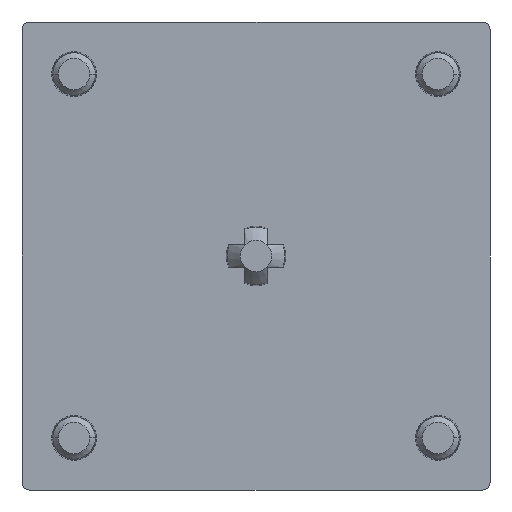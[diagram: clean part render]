
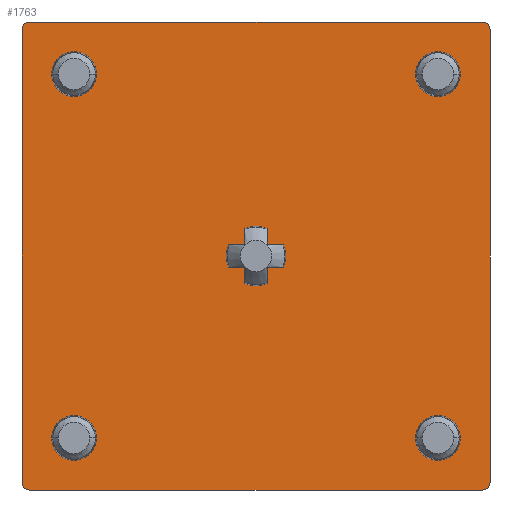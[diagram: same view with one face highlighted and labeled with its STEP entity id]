
A CAD part, front view. The second image highlights one B-rep face of the part: STEP entity #1763.
In plain terms, the highlighted planar face has unit normal (0, -1, 0).
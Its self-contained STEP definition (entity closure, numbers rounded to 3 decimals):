
#329=CARTESIAN_POINT('',(28.9,0.,-28.9));
#330=DIRECTION('',(0.,-1.,0.));
#331=DIRECTION('',(0.,0.,-1.));
#332=AXIS2_PLACEMENT_3D('',#329,#330,#331);
#338=DIRECTION('',(-1.,0.,0.));
#339=VECTOR('',#338,57.8);
#340=CARTESIAN_POINT('',(28.9,0.,-29.9));
#341=LINE('',#340,#339);
#345=CARTESIAN_POINT('',(-28.9,0.,-28.9));
#346=DIRECTION('',(0.,-1.,0.));
#347=DIRECTION('',(-1.,0.,0.));
#348=AXIS2_PLACEMENT_3D('',#345,#346,#347);
#353=DIRECTION('',(0.,0.,1.));
#354=VECTOR('',#353,57.8);
#355=CARTESIAN_POINT('',(-29.9,0.,-28.9));
#356=LINE('',#355,#354);
#360=CARTESIAN_POINT('',(-28.9,0.,28.9));
#361=DIRECTION('',(0.,-1.,0.));
#362=DIRECTION('',(0.,0.,1.));
#363=AXIS2_PLACEMENT_3D('',#360,#361,#362);
#368=DIRECTION('',(1.,0.,0.));
#369=VECTOR('',#368,57.8);
#370=CARTESIAN_POINT('',(-28.9,0.,29.9));
#371=LINE('',#370,#369);
#375=CARTESIAN_POINT('',(28.9,0.,28.9));
#376=DIRECTION('',(0.,-1.,0.));
#377=DIRECTION('',(1.,0.,0.));
#378=AXIS2_PLACEMENT_3D('',#375,#376,#377);
#383=DIRECTION('',(0.,0.,-1.));
#384=VECTOR('',#383,57.8);
#385=CARTESIAN_POINT('',(29.9,0.,28.9));
#386=LINE('',#385,#384);
#390=DIRECTION('',(1.,0.,0.));
#391=VECTOR('',#390,2.113);
#392=CARTESIAN_POINT('',(1.414,0.,1.414));
#393=LINE('',#392,#391);
#397=DIRECTION('',(0.,0.,-1.));
#398=VECTOR('',#397,2.113);
#399=CARTESIAN_POINT('',(1.414,0.,3.527));
#400=LINE('',#399,#398);
#404=CARTESIAN_POINT('',(0.,0.,0.));
#405=DIRECTION('',(0.,-1.,0.));
#406=DIRECTION('',(0.372,0.,0.928));
#407=AXIS2_PLACEMENT_3D('',#404,#405,#406);
#412=DIRECTION('',(0.,0.,1.));
#413=VECTOR('',#412,2.113);
#414=CARTESIAN_POINT('',(-1.414,0.,1.414));
#415=LINE('',#414,#413);
#419=DIRECTION('',(1.,0.,0.));
#420=VECTOR('',#419,2.113);
#421=CARTESIAN_POINT('',(-3.527,0.,1.414));
#422=LINE('',#421,#420);
#426=DIRECTION('',(-1.,0.,0.));
#427=VECTOR('',#426,2.113);
#428=CARTESIAN_POINT('',(-1.414,0.,-1.414));
#429=LINE('',#428,#427);
#433=DIRECTION('',(0.,0.,1.));
#434=VECTOR('',#433,2.113);
#435=CARTESIAN_POINT('',(-1.414,0.,-3.527));
#436=LINE('',#435,#434);
#440=CARTESIAN_POINT('',(0.,0.,0.));
#441=DIRECTION('',(0.,-1.,0.));
#442=DIRECTION('',(-0.372,0.,-0.928));
#443=AXIS2_PLACEMENT_3D('',#440,#441,#442);
#448=DIRECTION('',(0.,0.,-1.));
#449=VECTOR('',#448,2.113);
#450=CARTESIAN_POINT('',(1.414,0.,-1.414));
#451=LINE('',#450,#449);
#455=DIRECTION('',(-1.,0.,0.));
#456=VECTOR('',#455,2.113);
#457=CARTESIAN_POINT('',(3.527,0.,-1.414));
#458=LINE('',#457,#456);
#462=CARTESIAN_POINT('',(-23.25,0.,-23.25));
#463=DIRECTION('',(0.,-1.,0.));
#464=DIRECTION('',(1.,0.,0.));
#465=AXIS2_PLACEMENT_3D('',#462,#463,#464);
#470=CARTESIAN_POINT('',(-23.25,0.,-23.25));
#471=DIRECTION('',(0.,-1.,0.));
#472=DIRECTION('',(-1.,0.,0.));
#473=AXIS2_PLACEMENT_3D('',#470,#471,#472);
#478=CARTESIAN_POINT('',(23.25,0.,-23.25));
#479=DIRECTION('',(0.,1.,0.));
#480=DIRECTION('',(-1.,0.,0.));
#481=AXIS2_PLACEMENT_3D('',#478,#479,#480);
#486=CARTESIAN_POINT('',(23.25,0.,-23.25));
#487=DIRECTION('',(0.,1.,0.));
#488=DIRECTION('',(1.,0.,0.));
#489=AXIS2_PLACEMENT_3D('',#486,#487,#488);
#494=CARTESIAN_POINT('',(-23.25,0.,23.25));
#495=DIRECTION('',(0.,1.,0.));
#496=DIRECTION('',(1.,0.,0.));
#497=AXIS2_PLACEMENT_3D('',#494,#495,#496);
#502=CARTESIAN_POINT('',(-23.25,0.,23.25));
#503=DIRECTION('',(0.,1.,0.));
#504=DIRECTION('',(-1.,0.,0.));
#505=AXIS2_PLACEMENT_3D('',#502,#503,#504);
#510=CARTESIAN_POINT('',(23.25,0.,23.25));
#511=DIRECTION('',(0.,-1.,0.));
#512=DIRECTION('',(-1.,0.,0.));
#513=AXIS2_PLACEMENT_3D('',#510,#511,#512);
#518=CARTESIAN_POINT('',(23.25,0.,23.25));
#519=DIRECTION('',(0.,-1.,0.));
#520=DIRECTION('',(1.,0.,0.));
#521=AXIS2_PLACEMENT_3D('',#518,#519,#520);
#1046=CARTESIAN_POINT('',(-1.414,0.,3.527));
#1054=CARTESIAN_POINT('',(1.414,0.,3.527));
#1070=CARTESIAN_POINT('',(-1.414,0.,-3.527));
#1086=CARTESIAN_POINT('',(1.414,0.,-3.527));
#1094=CARTESIAN_POINT('',(0.,0.,0.));
#1095=DIRECTION('',(0.,1.,0.));
#1096=DIRECTION('',(-0.928,0.,-0.372));
#1097=AXIS2_PLACEMENT_3D('',#1094,#1095,#1096);
#1102=CARTESIAN_POINT('',(-3.527,0.,1.414));
#1110=CARTESIAN_POINT('',(-3.527,0.,-1.414));
#1118=CARTESIAN_POINT('',(3.527,0.,1.414));
#1126=CARTESIAN_POINT('',(0.,0.,0.));
#1127=DIRECTION('',(0.,1.,0.));
#1128=DIRECTION('',(0.928,0.,0.372));
#1129=AXIS2_PLACEMENT_3D('',#1126,#1127,#1128);
#1134=CARTESIAN_POINT('',(3.527,0.,-1.414));
#1554=CARTESIAN_POINT('',(-1.414,0.,-1.414));
#1555=VERTEX_POINT('',#1554);
#1556=CARTESIAN_POINT('',(-1.414,0.,1.414));
#1557=VERTEX_POINT('',#1556);
#1558=CARTESIAN_POINT('',(1.414,0.,-1.414));
#1559=VERTEX_POINT('',#1558);
#1560=CARTESIAN_POINT('',(1.414,0.,1.414));
#1561=VERTEX_POINT('',#1560);
#1562=VERTEX_POINT('',#1070);
#1564=VERTEX_POINT('',#1110);
#1566=VERTEX_POINT('',#1134);
#1568=VERTEX_POINT('',#1086);
#1570=VERTEX_POINT('',#1102);
#1572=VERTEX_POINT('',#1046);
#1574=VERTEX_POINT('',#1054);
#1576=VERTEX_POINT('',#1118);
#1578=CARTESIAN_POINT('',(28.9,0.,-29.9));
#1579=CARTESIAN_POINT('',(29.9,0.,-28.9));
#1580=VERTEX_POINT('',#1578);
#1581=VERTEX_POINT('',#1579);
#1582=CARTESIAN_POINT('',(-29.9,0.,-28.9));
#1583=CARTESIAN_POINT('',(-28.9,0.,-29.9));
#1584=VERTEX_POINT('',#1582);
#1585=VERTEX_POINT('',#1583);
#1586=CARTESIAN_POINT('',(-28.9,0.,29.9));
#1587=CARTESIAN_POINT('',(-29.9,0.,28.9));
#1588=VERTEX_POINT('',#1586);
#1589=VERTEX_POINT('',#1587);
#1590=CARTESIAN_POINT('',(29.9,0.,28.9));
#1591=CARTESIAN_POINT('',(28.9,0.,29.9));
#1592=VERTEX_POINT('',#1590);
#1593=VERTEX_POINT('',#1591);
#1650=CARTESIAN_POINT('',(-26.1,0.,-23.25));
#1651=VERTEX_POINT('',#1650);
#1652=CARTESIAN_POINT('',(-20.4,0.,-23.25));
#1653=VERTEX_POINT('',#1652);
#1662=CARTESIAN_POINT('',(26.1,0.,-23.25));
#1663=VERTEX_POINT('',#1662);
#1664=CARTESIAN_POINT('',(20.4,0.,-23.25));
#1665=VERTEX_POINT('',#1664);
#1674=CARTESIAN_POINT('',(-26.1,0.,23.25));
#1675=VERTEX_POINT('',#1674);
#1676=CARTESIAN_POINT('',(-20.4,0.,23.25));
#1677=VERTEX_POINT('',#1676);
#1686=CARTESIAN_POINT('',(26.1,0.,23.25));
#1687=VERTEX_POINT('',#1686);
#1688=CARTESIAN_POINT('',(20.4,0.,23.25));
#1689=VERTEX_POINT('',#1688);
#1690=CARTESIAN_POINT('',(0.,0.,0.));
#1691=DIRECTION('',(0.,1.,0.));
#1692=DIRECTION('',(1.,0.,0.));
#1693=AXIS2_PLACEMENT_3D('',#1690,#1691,#1692);
#1694=PLANE('',#1693);
#1696=ORIENTED_EDGE('',*,*,#1695,.F.);
#1698=ORIENTED_EDGE('',*,*,#1697,.T.);
#1700=ORIENTED_EDGE('',*,*,#1699,.F.);
#1702=ORIENTED_EDGE('',*,*,#1701,.T.);
#1704=ORIENTED_EDGE('',*,*,#1703,.F.);
#1706=ORIENTED_EDGE('',*,*,#1705,.T.);
#1708=ORIENTED_EDGE('',*,*,#1707,.F.);
#1710=ORIENTED_EDGE('',*,*,#1709,.T.);
#1711=EDGE_LOOP('',(#1696,#1698,#1700,#1702,#1704,#1706,#1708,#1710));
#1712=FACE_OUTER_BOUND('',#1711,.F.);
#1714=ORIENTED_EDGE('',*,*,#1713,.F.);
#1716=ORIENTED_EDGE('',*,*,#1715,.F.);
#1718=ORIENTED_EDGE('',*,*,#1717,.F.);
#1720=ORIENTED_EDGE('',*,*,#1719,.T.);
#1722=ORIENTED_EDGE('',*,*,#1721,.F.);
#1724=ORIENTED_EDGE('',*,*,#1723,.F.);
#1726=ORIENTED_EDGE('',*,*,#1725,.F.);
#1728=ORIENTED_EDGE('',*,*,#1727,.F.);
#1730=ORIENTED_EDGE('',*,*,#1729,.F.);
#1732=ORIENTED_EDGE('',*,*,#1731,.T.);
#1734=ORIENTED_EDGE('',*,*,#1733,.F.);
#1736=ORIENTED_EDGE('',*,*,#1735,.F.);
#1737=EDGE_LOOP('',(#1714,#1716,#1718,#1720,#1722,#1724,#1726,#1728,#1730,#1732,
#1734,#1736));
#1738=FACE_BOUND('',#1737,.F.);
#1740=ORIENTED_EDGE('',*,*,#1739,.T.);
#1742=ORIENTED_EDGE('',*,*,#1741,.T.);
#1743=EDGE_LOOP('',(#1740,#1742));
#1744=FACE_BOUND('',#1743,.F.);
#1746=ORIENTED_EDGE('',*,*,#1745,.F.);
#1748=ORIENTED_EDGE('',*,*,#1747,.F.);
#1749=EDGE_LOOP('',(#1746,#1748));
#1750=FACE_BOUND('',#1749,.F.);
#1752=ORIENTED_EDGE('',*,*,#1751,.F.);
#1754=ORIENTED_EDGE('',*,*,#1753,.F.);
#1755=EDGE_LOOP('',(#1752,#1754));
#1756=FACE_BOUND('',#1755,.F.);
#1758=ORIENTED_EDGE('',*,*,#1757,.T.);
#1760=ORIENTED_EDGE('',*,*,#1759,.T.);
#1761=EDGE_LOOP('',(#1758,#1760));
#1762=FACE_BOUND('',#1761,.F.);
#333=CIRCLE('',#332,1.);
#349=CIRCLE('',#348,1.);
#364=CIRCLE('',#363,1.);
#379=CIRCLE('',#378,1.);
#408=CIRCLE('',#407,3.8);
#444=CIRCLE('',#443,3.8);
#466=CIRCLE('',#465,2.85);
#474=CIRCLE('',#473,2.85);
#482=CIRCLE('',#481,2.85);
#490=CIRCLE('',#489,2.85);
#498=CIRCLE('',#497,2.85);
#506=CIRCLE('',#505,2.85);
#514=CIRCLE('',#513,2.85);
#522=CIRCLE('',#521,2.85);
#1098=CIRCLE('',#1097,3.8);
#1130=CIRCLE('',#1129,3.8);
#1695=EDGE_CURVE('',#1580,#1581,#333,.T.);
#1697=EDGE_CURVE('',#1580,#1585,#341,.T.);
#1699=EDGE_CURVE('',#1584,#1585,#349,.T.);
#1701=EDGE_CURVE('',#1584,#1589,#356,.T.);
#1703=EDGE_CURVE('',#1588,#1589,#364,.T.);
#1705=EDGE_CURVE('',#1588,#1593,#371,.T.);
#1707=EDGE_CURVE('',#1592,#1593,#379,.T.);
#1709=EDGE_CURVE('',#1592,#1581,#386,.T.);
#1713=EDGE_CURVE('',#1576,#1566,#1130,.T.);
#1715=EDGE_CURVE('',#1561,#1576,#393,.T.);
#1717=EDGE_CURVE('',#1574,#1561,#400,.T.);
#1719=EDGE_CURVE('',#1574,#1572,#408,.T.);
#1721=EDGE_CURVE('',#1557,#1572,#415,.T.);
#1723=EDGE_CURVE('',#1570,#1557,#422,.T.);
#1725=EDGE_CURVE('',#1564,#1570,#1098,.T.);
#1727=EDGE_CURVE('',#1555,#1564,#429,.T.);
#1729=EDGE_CURVE('',#1562,#1555,#436,.T.);
#1731=EDGE_CURVE('',#1562,#1568,#444,.T.);
#1733=EDGE_CURVE('',#1559,#1568,#451,.T.);
#1735=EDGE_CURVE('',#1566,#1559,#458,.T.);
#1739=EDGE_CURVE('',#1653,#1651,#466,.T.);
#1741=EDGE_CURVE('',#1651,#1653,#474,.T.);
#1745=EDGE_CURVE('',#1665,#1663,#482,.T.);
#1747=EDGE_CURVE('',#1663,#1665,#490,.T.);
#1751=EDGE_CURVE('',#1677,#1675,#498,.T.);
#1753=EDGE_CURVE('',#1675,#1677,#506,.T.);
#1757=EDGE_CURVE('',#1689,#1687,#514,.T.);
#1759=EDGE_CURVE('',#1687,#1689,#522,.T.);
#1763=ADVANCED_FACE('',(#1712,#1738,#1744,#1750,#1756,#1762),#1694,.F.);
